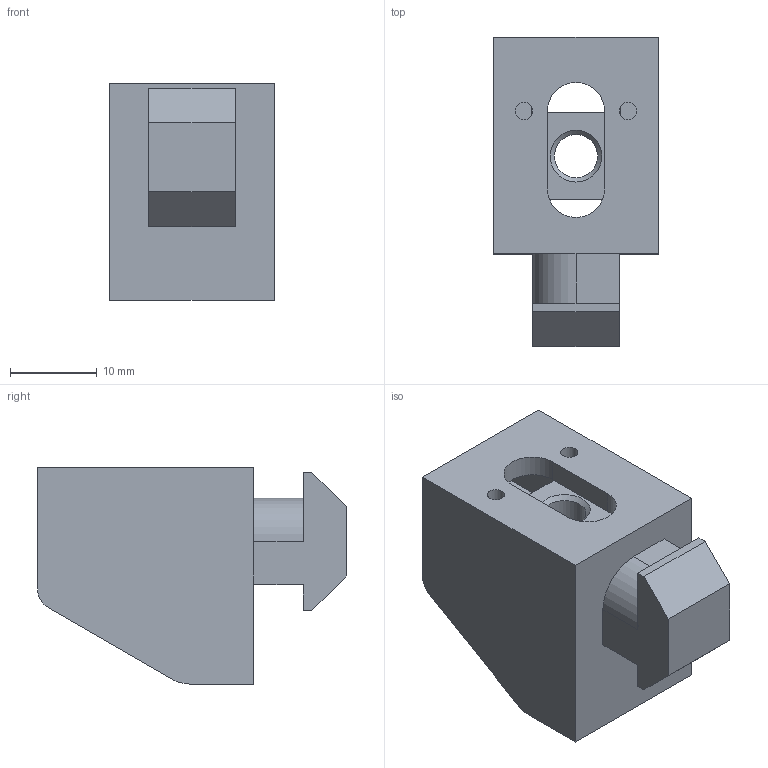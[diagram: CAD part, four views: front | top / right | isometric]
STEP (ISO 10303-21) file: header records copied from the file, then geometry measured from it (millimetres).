
FILE_DESCRIPTION(/* description */ (''),/* implementation_level */ '2;1');
FILE_NAME(/* name */ '81301_KriTec_Befestigungsblock_10_PA_schwarz.stp',/* time_stamp */ '2016-05-04T10:40:33+02:00',/* author */ ('kostic'),/* organization */ (''),/* preprocessor_version */ 'ST-DEVELOPER v16.1',/* originating_system */ 'Autodesk Inventor 2016',/* authorisation */ '');
FILE_SCHEMA (('AUTOMOTIVE_DESIGN { 1 0 10303 214 3 1 1 }'));
Length unit declared in the file: millimetre
Products named in the file (3): 81301_Befestigungsblock 10  Gehäuse; Befestigungsblock Mutter; 81301_KriTec_Befestigungsblock_10_PA_schwarz
Assembly tree (2 placements, depth 2):
  81301_KriTec_Befestigungsblock_10_PA_schwarz
    81301_Befestigungsblock 10  Gehäuse
    Befestigungsblock Mutter
Bounding box: 19 x 35.7 x 25 mm (x, y, z)
Volume: 6694.9 mm3; surface area: 4910.7 mm2
Topology: 2 solids, 2 shells, 62 faces, 161 edges, 107 vertices
Faces by surface type: plane 48, cylinder 11, cone 2, sphere 1
Full cylindrical faces by diameter (mm): 2 x2, 5 x1
Entity records: 1926 total; most frequent: CARTESIAN_POINT 325, DIRECTION 320, ORIENTED_EDGE 306, EDGE_CURVE 153, LINE 120, VECTOR 120, VERTEX_POINT 105, AXIS2_PLACEMENT_3D 100
